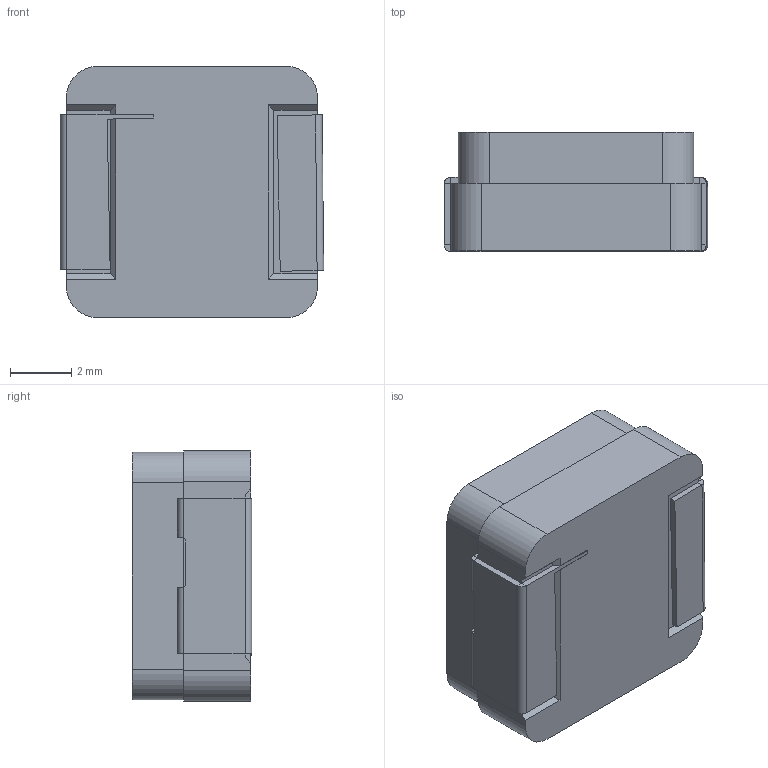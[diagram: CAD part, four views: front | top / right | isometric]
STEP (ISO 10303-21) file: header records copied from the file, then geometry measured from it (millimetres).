
FILE_DESCRIPTION (( 'STEP AP214' ), '1' );
FILE_NAME ('IHLP3232DZ.STEP', '2014-05-30T16:33:22', ( '' ), ( '' ), 'SwSTEP 2.0', 'SolidWorks 2014', '' );
FILE_SCHEMA (( 'AUTOMOTIVE_DESIGN' ));
Length unit declared in the file: inch
Products named in the file (1): IHLP3232DZ
Bounding box: 8.6 x 3.9 x 8.19 mm (x, y, z)
Volume: 252.9 mm3; surface area: 260.1 mm2
Topology: 1 solids, 1 shells, 94 faces, 243 edges, 151 vertices
Faces by surface type: plane 66, cylinder 18, bspline 10
Entity records: 4189 total; most frequent: CARTESIAN_POINT 741, ORIENTED_EDGE 486, DIRECTION 399, EDGE_CURVE 243, VECTOR 173, LINE 173, VERTEX_POINT 151, AXIS2_PLACEMENT_3D 113
